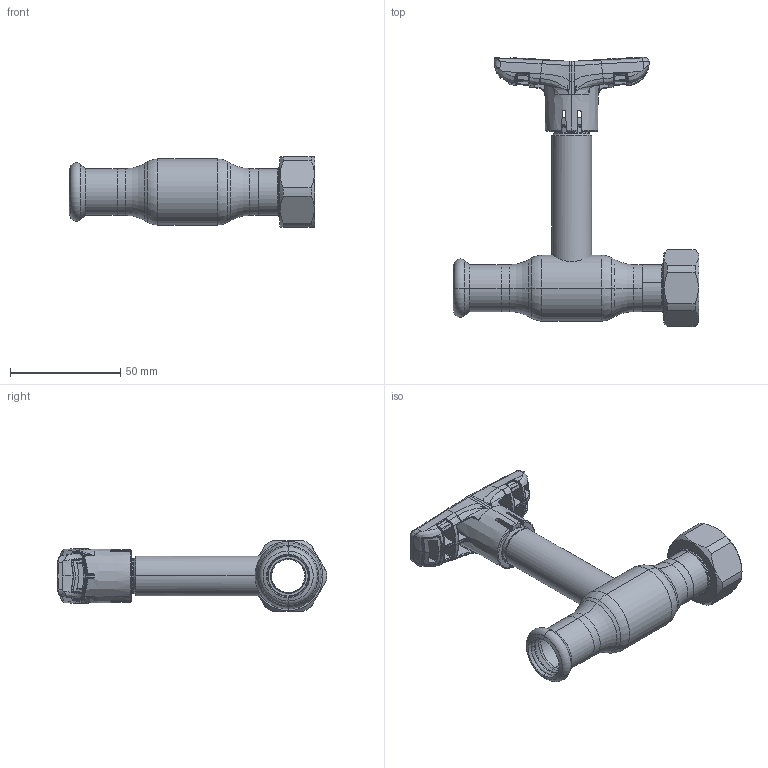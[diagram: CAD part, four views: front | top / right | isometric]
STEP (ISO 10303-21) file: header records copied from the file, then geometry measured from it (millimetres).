
FILE_DESCRIPTION (( 'STEP AP214' ), '1' );
FILE_NAME ('1015001401-1400.step', '2024-01-16T11:02:45', ( '' ), ( '' ), 'SwSTEP 2.0', 'SolidWorks 2021', '' );
FILE_SCHEMA (( 'AUTOMOTIVE_DESIGN' ));
Length unit declared in the file: millimetre
Products named in the file (1): 1015001401-1400
Bounding box: 111.5 x 122.18 x 32 mm (x, y, z)
Surface area: 27523.3 mm2 (no closed solid volume)
Topology: 0 solids, 11 shells, 728 faces, 2123 edges, 1331 vertices
Faces by surface type: bspline 542, plane 57, cylinder 50, cone 35, torus 29, sphere 15
Entity records: 55096 total; most frequent: CARTESIAN_POINT 32723, ORIENTED_EDGE 3707, EDGE_CURVE 2117, DIRECTION 1592, B_SPLINE_CURVE_WITH_KNOTS 1414, VERTEX_POINT 1331, EDGE_LOOP 738, UNCERTAINTY_MEASURE_WITH_UNIT 730
